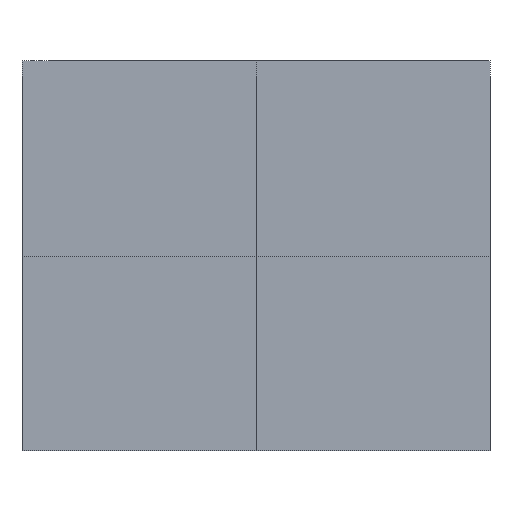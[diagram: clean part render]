
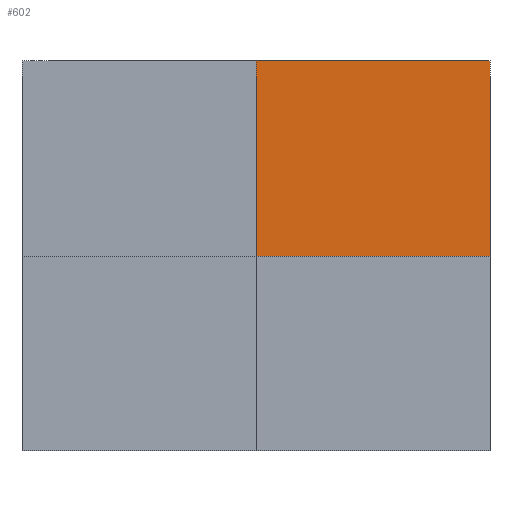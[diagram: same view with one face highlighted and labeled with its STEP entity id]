
A CAD part, front view. The second image highlights one B-rep face of the part: STEP entity #602.
In plain terms, the highlighted free-form (B-spline) face has degree [1, 1] with [2, 2] control points.
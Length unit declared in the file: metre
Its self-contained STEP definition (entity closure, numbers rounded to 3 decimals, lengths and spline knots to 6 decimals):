
#18=ORIENTED_EDGE('',*,*,#186,.F.);
#19=ORIENTED_EDGE('',*,*,#187,.T.);
#20=ORIENTED_EDGE('',*,*,#188,.T.);
#21=ORIENTED_EDGE('',*,*,#189,.F.);
#186=EDGE_CURVE('',#270,#271,#326,.T.);
#187=EDGE_CURVE('',#270,#272,#327,.T.);
#188=EDGE_CURVE('',#272,#273,#328,.T.);
#189=EDGE_CURVE('',#271,#273,#329,.T.);
#270=VERTEX_POINT('',#785);
#271=VERTEX_POINT('',#786);
#272=VERTEX_POINT('',#788);
#273=VERTEX_POINT('',#790);
#326=LINE('',#784,#410);
#327=LINE('',#787,#411);
#328=LINE('',#789,#412);
#329=LINE('',#791,#413);
#410=VECTOR('',#689,1.);
#411=VECTOR('',#690,1.);
#412=VECTOR('',#691,1.);
#413=VECTOR('',#692,1.);
#494=EDGE_LOOP('',(#18,#19,#20,#21));
#530=FACE_BOUND('',#494,.T.);
#566=B_SPLINE_SURFACE_WITH_KNOTS('',1,1,((#780,#781),(#782,#783)),
 .PLANE_SURF.,.F.,.F.,.F.,(2,2),(2,2),(0.,1.),(0.,1.),.UNSPECIFIED.);
#602=ADVANCED_FACE('',(#530),#566,.F.);
#689=DIRECTION('',(0.,0.,1.));
#690=DIRECTION('',(1.,0.,0.));
#691=DIRECTION('',(0.,0.,1.));
#692=DIRECTION('',(1.,0.,0.));
#780=CARTESIAN_POINT('',(-0.0075,0.,0.13125));
#781=CARTESIAN_POINT('',(-0.0075,0.,-0.00625));
#782=CARTESIAN_POINT('',(0.1575,0.,0.13125));
#783=CARTESIAN_POINT('',(0.1575,0.,-0.00625));
#784=CARTESIAN_POINT('',(0.,0.,0.));
#785=CARTESIAN_POINT('',(0.,0.,0.));
#786=CARTESIAN_POINT('',(0.,0.,0.125));
#787=CARTESIAN_POINT('',(0.,0.,0.));
#788=CARTESIAN_POINT('',(0.15,0.,0.));
#789=CARTESIAN_POINT('',(0.15,0.,0.));
#790=CARTESIAN_POINT('',(0.15,0.,0.125));
#791=CARTESIAN_POINT('',(0.,0.,0.125));
